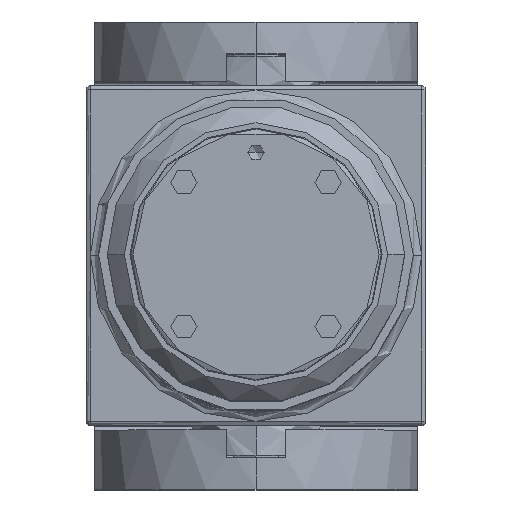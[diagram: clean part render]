
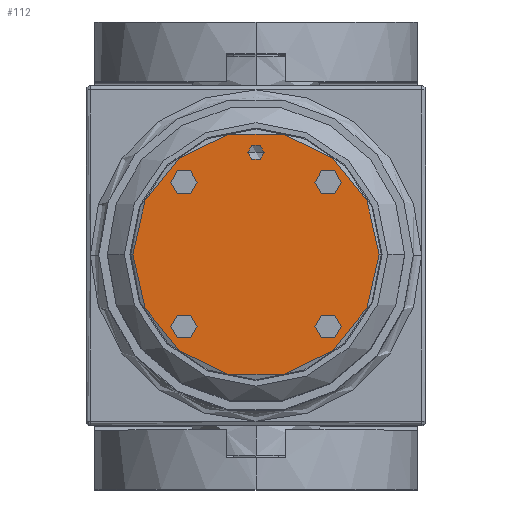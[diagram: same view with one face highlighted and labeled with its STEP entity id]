
A CAD part, top view. The second image highlights one B-rep face of the part: STEP entity #112.
In plain terms, the highlighted planar face has unit normal (0, 0, 1).
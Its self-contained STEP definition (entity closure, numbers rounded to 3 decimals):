
#73 = DIRECTION ( 'NONE',  ( 1., 0., 0. ) ) ;
#112 = ADVANCED_FACE ( 'NONE', ( #11540, #19847, #2067, #13509, #16560, #2047 ), #9236, .T. ) ;
#229 = CIRCLE ( 'NONE', #967, 1.55 ) ;
#372 = DIRECTION ( 'NONE',  ( 0., 0., 1. ) ) ;
#379 = CIRCLE ( 'NONE', #19454, 1.55 ) ;
#527 = CARTESIAN_POINT ( 'NONE',  ( 6.935, 8.485, 83. ) ) ;
#563 = EDGE_CURVE ( 'NONE', #6965, #2657, #379, .T. ) ;
#668 = EDGE_CURVE ( 'NONE', #15148, #14867, #9020, .T. ) ;
#693 = AXIS2_PLACEMENT_3D ( 'NONE', #18234, #7416, #16365 ) ;
#967 = AXIS2_PLACEMENT_3D ( 'NONE', #8674, #17544, #10243 ) ;
#1220 = CARTESIAN_POINT ( 'NONE',  ( -8.485, -8.485, 83. ) ) ;
#1273 = CARTESIAN_POINT ( 'NONE',  ( 6.935, -8.485, 83. ) ) ;
#1443 = EDGE_LOOP ( 'NONE', ( #20278, #11704 ) ) ;
#1845 = DIRECTION ( 'NONE',  ( 0., -1., 0. ) ) ;
#2047 = FACE_BOUND ( 'NONE', #22780, .T. ) ;
#2067 = FACE_BOUND ( 'NONE', #1443, .T. ) ;
#2657 = VERTEX_POINT ( 'NONE', #21869 ) ;
#3609 = ORIENTED_EDGE ( 'NONE', *, *, #22835, .F. ) ;
#3913 = DIRECTION ( 'NONE',  ( 0., 0., 1. ) ) ;
#3922 = VERTEX_POINT ( 'NONE', #17297 ) ;
#3995 = DIRECTION ( 'NONE',  ( 1., 0., 0. ) ) ;
#4017 = EDGE_CURVE ( 'NONE', #11864, #21757, #20026, .T. ) ;
#4613 = CIRCLE ( 'NONE', #8254, 1.55 ) ;
#4737 = ORIENTED_EDGE ( 'NONE', *, *, #7715, .F. ) ;
#5063 = EDGE_CURVE ( 'NONE', #22471, #6735, #229, .T. ) ;
#5360 = CARTESIAN_POINT ( 'NONE',  ( -8.485, 8.485, 83. ) ) ;
#5727 = ORIENTED_EDGE ( 'NONE', *, *, #9325, .F. ) ;
#6073 = ORIENTED_EDGE ( 'NONE', *, *, #13252, .T. ) ;
#6499 = CARTESIAN_POINT ( 'NONE',  ( -6.935, -8.485, 83. ) ) ;
#6646 = CIRCLE ( 'NONE', #16587, 14.5 ) ;
#6701 = DIRECTION ( 'NONE',  ( 0., 0., 1. ) ) ;
#6706 = EDGE_CURVE ( 'NONE', #3922, #7314, #8047, .T. ) ;
#6735 = VERTEX_POINT ( 'NONE', #8682 ) ;
#6965 = VERTEX_POINT ( 'NONE', #13298 ) ;
#7025 = EDGE_LOOP ( 'NONE', ( #4737, #19628 ) ) ;
#7078 = AXIS2_PLACEMENT_3D ( 'NONE', #9214, #21561, #7495 ) ;
#7117 = AXIS2_PLACEMENT_3D ( 'NONE', #1220, #9951, #20679 ) ;
#7314 = VERTEX_POINT ( 'NONE', #527 ) ;
#7354 = CARTESIAN_POINT ( 'NONE',  ( 0., 0., 83. ) ) ;
#7365 = CARTESIAN_POINT ( 'NONE',  ( 0., 0., 83. ) ) ;
#7416 = DIRECTION ( 'NONE',  ( 0., 0., 1. ) ) ;
#7471 = VERTEX_POINT ( 'NONE', #15475 ) ;
#7475 = CIRCLE ( 'NONE', #7117, 1.55 ) ;
#7495 = DIRECTION ( 'NONE',  ( 1., 0., 0. ) ) ;
#7715 = EDGE_CURVE ( 'NONE', #14867, #15148, #10509, .T. ) ;
#7731 = CIRCLE ( 'NONE', #22898, 1.55 ) ;
#8047 = CIRCLE ( 'NONE', #12436, 1.55 ) ;
#8222 = AXIS2_PLACEMENT_3D ( 'NONE', #19440, #19584, #1845 ) ;
#8246 = CARTESIAN_POINT ( 'NONE',  ( 0.95, 12., 83. ) ) ;
#8254 = AXIS2_PLACEMENT_3D ( 'NONE', #16608, #12875, #13106 ) ;
#8674 = CARTESIAN_POINT ( 'NONE',  ( -8.485, -8.485, 83. ) ) ;
#8682 = CARTESIAN_POINT ( 'NONE',  ( -10.035, -8.485, 83. ) ) ;
#9020 = CIRCLE ( 'NONE', #693, 0.95 ) ;
#9214 = CARTESIAN_POINT ( 'NONE',  ( 0., 12., 83. ) ) ;
#9236 = PLANE ( 'NONE',  #22149 ) ;
#9305 = DIRECTION ( 'NONE',  ( 1., 0., 0. ) ) ;
#9325 = EDGE_CURVE ( 'NONE', #2657, #6965, #7731, .T. ) ;
#9951 = DIRECTION ( 'NONE',  ( 0., 0., 1. ) ) ;
#10243 = DIRECTION ( 'NONE',  ( 0., 1., 0. ) ) ;
#10509 = CIRCLE ( 'NONE', #7078, 0.95 ) ;
#11315 = DIRECTION ( 'NONE',  ( 0., 0., 1. ) ) ;
#11540 = FACE_OUTER_BOUND ( 'NONE', #15940, .T. ) ;
#11630 = AXIS2_PLACEMENT_3D ( 'NONE', #7365, #372, #16319 ) ;
#11704 = ORIENTED_EDGE ( 'NONE', *, *, #18746, .F. ) ;
#11864 = VERTEX_POINT ( 'NONE', #1273 ) ;
#12436 = AXIS2_PLACEMENT_3D ( 'NONE', #22531, #13909, #13695 ) ;
#12487 = CARTESIAN_POINT ( 'NONE',  ( -0.95, 12., 83. ) ) ;
#12808 = CARTESIAN_POINT ( 'NONE',  ( 0., 0., 83. ) ) ;
#12875 = DIRECTION ( 'NONE',  ( 0., 0., 1. ) ) ;
#13106 = DIRECTION ( 'NONE',  ( -1., 0., 0. ) ) ;
#13244 = CIRCLE ( 'NONE', #11630, 14.5 ) ;
#13252 = EDGE_CURVE ( 'NONE', #19390, #7471, #13244, .T. ) ;
#13298 = CARTESIAN_POINT ( 'NONE',  ( -10.035, 8.485, 83. ) ) ;
#13433 = EDGE_CURVE ( 'NONE', #6735, #22471, #7475, .T. ) ;
#13509 = FACE_BOUND ( 'NONE', #22897, .T. ) ;
#13695 = DIRECTION ( 'NONE',  ( 0., -1., 0. ) ) ;
#13729 = DIRECTION ( 'NONE',  ( -1., 0., 0. ) ) ;
#13864 = CARTESIAN_POINT ( 'NONE',  ( 10.035, -8.485, 83. ) ) ;
#13909 = DIRECTION ( 'NONE',  ( 0., 0., 1. ) ) ;
#14867 = VERTEX_POINT ( 'NONE', #8246 ) ;
#14913 = CIRCLE ( 'NONE', #8222, 1.55 ) ;
#15148 = VERTEX_POINT ( 'NONE', #12487 ) ;
#15475 = CARTESIAN_POINT ( 'NONE',  ( 14.5, 0., 83. ) ) ;
#15940 = EDGE_LOOP ( 'NONE', ( #6073, #16512 ) ) ;
#16319 = DIRECTION ( 'NONE',  ( 1., 0., 0. ) ) ;
#16365 = DIRECTION ( 'NONE',  ( 1., 0., 0. ) ) ;
#16512 = ORIENTED_EDGE ( 'NONE', *, *, #19300, .T. ) ;
#16536 = CARTESIAN_POINT ( 'NONE',  ( -8.485, 8.485, 83. ) ) ;
#16560 = FACE_BOUND ( 'NONE', #19587, .T. ) ;
#16587 = AXIS2_PLACEMENT_3D ( 'NONE', #12808, #11315, #3995 ) ;
#16608 = CARTESIAN_POINT ( 'NONE',  ( 8.485, -8.485, 83. ) ) ;
#16748 = AXIS2_PLACEMENT_3D ( 'NONE', #17227, #6701, #13729 ) ;
#17227 = CARTESIAN_POINT ( 'NONE',  ( 8.485, -8.485, 83. ) ) ;
#17297 = CARTESIAN_POINT ( 'NONE',  ( 10.035, 8.485, 83. ) ) ;
#17544 = DIRECTION ( 'NONE',  ( 0., 0., 1. ) ) ;
#17908 = ORIENTED_EDGE ( 'NONE', *, *, #5063, .F. ) ;
#18043 = CARTESIAN_POINT ( 'NONE',  ( -14.5, 0., 83. ) ) ;
#18234 = CARTESIAN_POINT ( 'NONE',  ( 0., 12., 83. ) ) ;
#18746 = EDGE_CURVE ( 'NONE', #7314, #3922, #14913, .T. ) ;
#19300 = EDGE_CURVE ( 'NONE', #7471, #19390, #6646, .T. ) ;
#19390 = VERTEX_POINT ( 'NONE', #18043 ) ;
#19440 = CARTESIAN_POINT ( 'NONE',  ( 8.485, 8.485, 83. ) ) ;
#19454 = AXIS2_PLACEMENT_3D ( 'NONE', #16536, #3913, #19700 ) ;
#19584 = DIRECTION ( 'NONE',  ( 0., 0., 1. ) ) ;
#19587 = EDGE_LOOP ( 'NONE', ( #17908, #20633 ) ) ;
#19628 = ORIENTED_EDGE ( 'NONE', *, *, #668, .F. ) ;
#19700 = DIRECTION ( 'NONE',  ( 1., 0., 0. ) ) ;
#19847 = FACE_BOUND ( 'NONE', #7025, .T. ) ;
#20026 = CIRCLE ( 'NONE', #16748, 1.55 ) ;
#20278 = ORIENTED_EDGE ( 'NONE', *, *, #6706, .F. ) ;
#20633 = ORIENTED_EDGE ( 'NONE', *, *, #13433, .F. ) ;
#20679 = DIRECTION ( 'NONE',  ( 0., 1., 0. ) ) ;
#20810 = ORIENTED_EDGE ( 'NONE', *, *, #563, .F. ) ;
#21397 = DIRECTION ( 'NONE',  ( 0., 0., 1. ) ) ;
#21561 = DIRECTION ( 'NONE',  ( 0., 0., 1. ) ) ;
#21584 = DIRECTION ( 'NONE',  ( 0., 0., 1. ) ) ;
#21639 = ORIENTED_EDGE ( 'NONE', *, *, #4017, .F. ) ;
#21757 = VERTEX_POINT ( 'NONE', #13864 ) ;
#21869 = CARTESIAN_POINT ( 'NONE',  ( -6.935, 8.485, 83. ) ) ;
#22149 = AXIS2_PLACEMENT_3D ( 'NONE', #7354, #21584, #9305 ) ;
#22471 = VERTEX_POINT ( 'NONE', #6499 ) ;
#22531 = CARTESIAN_POINT ( 'NONE',  ( 8.485, 8.485, 83. ) ) ;
#22780 = EDGE_LOOP ( 'NONE', ( #5727, #20810 ) ) ;
#22835 = EDGE_CURVE ( 'NONE', #21757, #11864, #4613, .T. ) ;
#22897 = EDGE_LOOP ( 'NONE', ( #3609, #21639 ) ) ;
#22898 = AXIS2_PLACEMENT_3D ( 'NONE', #5360, #21397, #73 ) ;
